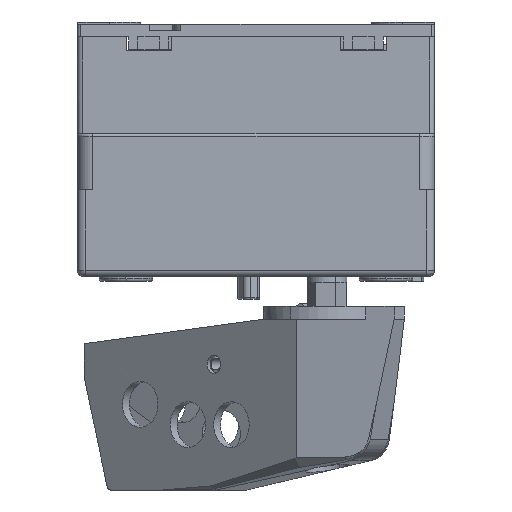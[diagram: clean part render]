
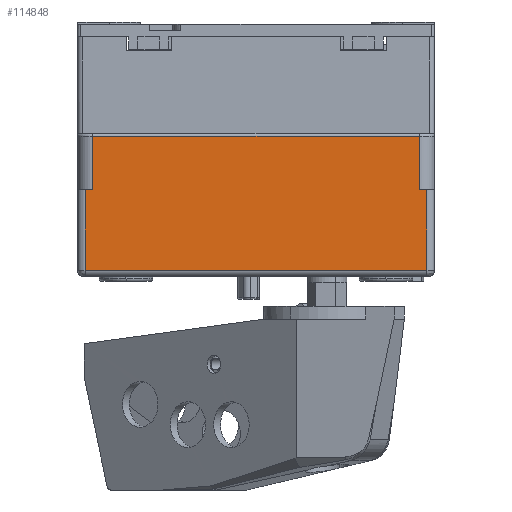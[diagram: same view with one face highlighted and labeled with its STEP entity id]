
A CAD part, left-side view. The second image highlights one B-rep face of the part: STEP entity #114848.
In plain terms, the highlighted planar face has unit normal (-1, 0, 0).
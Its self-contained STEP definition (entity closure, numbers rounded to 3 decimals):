
#715 = CARTESIAN_POINT ( 'NONE',  ( 0., 1.5, -9. ) ) ;
#930 = DIRECTION ( 'NONE',  ( 0., 1., 0. ) ) ;
#2248 = VERTEX_POINT ( 'NONE', #147649 ) ;
#2600 = VECTOR ( 'NONE', #82401, 1000. ) ;
#3284 = DIRECTION ( 'NONE',  ( 0., 0., 1. ) ) ;
#4207 = CARTESIAN_POINT ( 'NONE',  ( 0., 67., -9. ) ) ;
#6940 = VERTEX_POINT ( 'NONE', #65759 ) ;
#13212 = EDGE_CURVE ( 'NONE', #44390, #50334, #127760, .T. ) ;
#15550 = VECTOR ( 'NONE', #99679, 1000. ) ;
#16296 = EDGE_CURVE ( 'NONE', #57277, #54692, #118111, .T. ) ;
#16752 = VERTEX_POINT ( 'NONE', #86035 ) ;
#18367 = CARTESIAN_POINT ( 'NONE',  ( 0., 3., 1.5 ) ) ;
#22614 = CARTESIAN_POINT ( 'NONE',  ( 0., 3., 1.5 ) ) ;
#25566 = VECTOR ( 'NONE', #85882, 1000. ) ;
#31647 = EDGE_CURVE ( 'NONE', #16752, #57277, #64130, .T. ) ;
#33370 = EDGE_CURVE ( 'NONE', #6940, #2248, #38004, .T. ) ;
#35137 = ORIENTED_EDGE ( 'NONE', *, *, #87923, .T. ) ;
#36392 = CARTESIAN_POINT ( 'NONE',  ( 0., 68.5, -24.8 ) ) ;
#38004 = LINE ( 'NONE', #36392, #25566 ) ;
#44390 = VERTEX_POINT ( 'NONE', #55324 ) ;
#50149 = ORIENTED_EDGE ( 'NONE', *, *, #119731, .F. ) ;
#50334 = VERTEX_POINT ( 'NONE', #147443 ) ;
#51164 = VECTOR ( 'NONE', #51984, 1000. ) ;
#51957 = CARTESIAN_POINT ( 'NONE',  ( 0., 70., -26. ) ) ;
#51984 = DIRECTION ( 'NONE',  ( 0., -1., 0. ) ) ;
#53478 = EDGE_CURVE ( 'NONE', #6940, #44390, #143734, .T. ) ;
#54692 = VERTEX_POINT ( 'NONE', #150567 ) ;
#55324 = CARTESIAN_POINT ( 'NONE',  ( 0., 1.5, -24.8 ) ) ;
#57277 = VERTEX_POINT ( 'NONE', #22614 ) ;
#62885 = VECTOR ( 'NONE', #930, 1000. ) ;
#64130 = LINE ( 'NONE', #113616, #51164 ) ;
#64682 = ORIENTED_EDGE ( 'NONE', *, *, #33370, .F. ) ;
#65759 = CARTESIAN_POINT ( 'NONE',  ( 0., 68.5, -24.8 ) ) ;
#66797 = EDGE_CURVE ( 'NONE', #101176, #2248, #100471, .T. ) ;
#67823 = LINE ( 'NONE', #131044, #135339 ) ;
#68792 = AXIS2_PLACEMENT_3D ( 'NONE', #51957, #153346, #3284 ) ;
#74746 = CARTESIAN_POINT ( 'NONE',  ( 0., 1.5, -9. ) ) ;
#76290 = PLANE ( 'NONE',  #68792 ) ;
#81420 = CARTESIAN_POINT ( 'NONE',  ( 0., 1.5, -24.8 ) ) ;
#82401 = DIRECTION ( 'NONE',  ( 0., 0., -1. ) ) ;
#85257 = DIRECTION ( 'NONE',  ( 0., -1., 0. ) ) ;
#85882 = DIRECTION ( 'NONE',  ( 0., 0., 1. ) ) ;
#86035 = CARTESIAN_POINT ( 'NONE',  ( 0., 67., 1.5 ) ) ;
#87923 = EDGE_CURVE ( 'NONE', #50334, #54692, #123425, .T. ) ;
#94546 = DIRECTION ( 'NONE',  ( 0., 0., 1. ) ) ;
#99055 = EDGE_LOOP ( 'NONE', ( #64682, #125244, #111486, #35137, #128728, #139204, #50149, #133680 ) ) ;
#99679 = DIRECTION ( 'NONE',  ( 0., 1., 0. ) ) ;
#100471 = LINE ( 'NONE', #715, #15550 ) ;
#101176 = VERTEX_POINT ( 'NONE', #4207 ) ;
#103018 = FACE_OUTER_BOUND ( 'NONE', #99055, .T. ) ;
#111486 = ORIENTED_EDGE ( 'NONE', *, *, #13212, .T. ) ;
#113616 = CARTESIAN_POINT ( 'NONE',  ( 0., 67., 1.5 ) ) ;
#114848 = ADVANCED_FACE ( 'NONE', ( #103018 ), #76290, .T. ) ;
#115556 = DIRECTION ( 'NONE',  ( 0., 0., 1. ) ) ;
#118111 = LINE ( 'NONE', #18367, #2600 ) ;
#119731 = EDGE_CURVE ( 'NONE', #101176, #16752, #67823, .T. ) ;
#123425 = LINE ( 'NONE', #74746, #62885 ) ;
#125244 = ORIENTED_EDGE ( 'NONE', *, *, #53478, .T. ) ;
#126929 = VECTOR ( 'NONE', #115556, 1000. ) ;
#127760 = LINE ( 'NONE', #81420, #126929 ) ;
#128728 = ORIENTED_EDGE ( 'NONE', *, *, #16296, .F. ) ;
#131044 = CARTESIAN_POINT ( 'NONE',  ( 0., 67., -9. ) ) ;
#133147 = CARTESIAN_POINT ( 'NONE',  ( 0., 68.5, -24.8 ) ) ;
#133680 = ORIENTED_EDGE ( 'NONE', *, *, #66797, .T. ) ;
#135339 = VECTOR ( 'NONE', #94546, 1000. ) ;
#139204 = ORIENTED_EDGE ( 'NONE', *, *, #31647, .F. ) ;
#143734 = LINE ( 'NONE', #133147, #157999 ) ;
#147443 = CARTESIAN_POINT ( 'NONE',  ( 0., 1.5, -9. ) ) ;
#147649 = CARTESIAN_POINT ( 'NONE',  ( 0., 68.5, -9. ) ) ;
#150567 = CARTESIAN_POINT ( 'NONE',  ( 0., 3., -9. ) ) ;
#153346 = DIRECTION ( 'NONE',  ( -1., 0., 0. ) ) ;
#157999 = VECTOR ( 'NONE', #85257, 1000. ) ;
